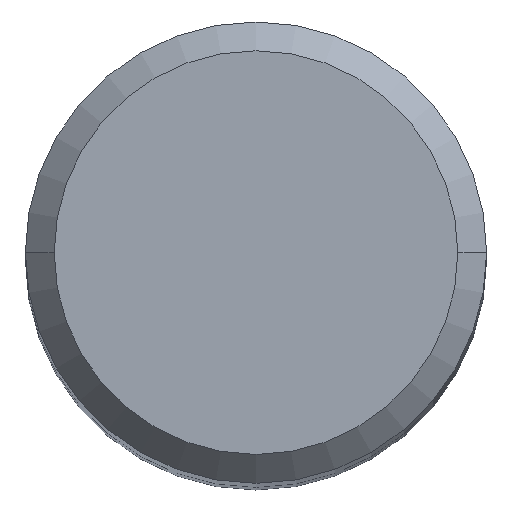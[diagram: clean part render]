
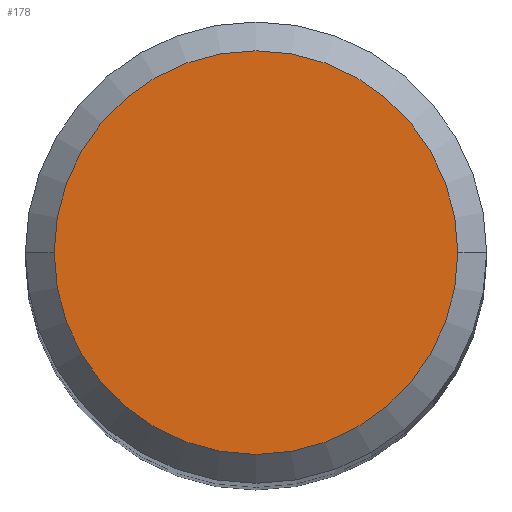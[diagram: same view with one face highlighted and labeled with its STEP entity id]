
A CAD part, top view. The second image highlights one B-rep face of the part: STEP entity #178.
In plain terms, the highlighted planar face has unit normal (0, 0, 1).
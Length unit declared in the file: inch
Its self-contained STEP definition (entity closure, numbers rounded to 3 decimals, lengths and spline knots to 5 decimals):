
#32 = DIRECTION ( 'NONE',  ( 0., 0., 1. ) ) ;
#62 = EDGE_CURVE ( 'NONE', #111, #351, #99, .T. ) ;
#68 = EDGE_LOOP ( 'NONE', ( #299, #71 ) ) ;
#71 = ORIENTED_EDGE ( 'NONE', *, *, #62, .T. ) ;
#97 = CARTESIAN_POINT ( 'NONE',  ( -0.21875, 0., 0. ) ) ;
#99 = CIRCLE ( 'NONE', #211, 0.21875 ) ;
#110 = AXIS2_PLACEMENT_3D ( 'NONE', #381, #313, #283 ) ;
#111 = VERTEX_POINT ( 'NONE', #371 ) ;
#117 = PLANE ( 'NONE',  #110 ) ;
#129 = CARTESIAN_POINT ( 'NONE',  ( 0., 0., 0. ) ) ;
#167 = DIRECTION ( 'NONE',  ( 0., 0., 1. ) ) ;
#170 = DIRECTION ( 'NONE',  ( 1., 0., 0. ) ) ;
#178 = ADVANCED_FACE ( 'NONE', ( #304 ), #117, .F. ) ;
#183 = AXIS2_PLACEMENT_3D ( 'NONE', #278, #167, #170 ) ;
#211 = AXIS2_PLACEMENT_3D ( 'NONE', #129, #32, #361 ) ;
#237 = EDGE_CURVE ( 'NONE', #351, #111, #325, .T. ) ;
#278 = CARTESIAN_POINT ( 'NONE',  ( 0., 0., 0. ) ) ;
#283 = DIRECTION ( 'NONE',  ( -1., 0., 0. ) ) ;
#299 = ORIENTED_EDGE ( 'NONE', *, *, #237, .T. ) ;
#304 = FACE_OUTER_BOUND ( 'NONE', #68, .T. ) ;
#313 = DIRECTION ( 'NONE',  ( 0., 0., -1. ) ) ;
#325 = CIRCLE ( 'NONE', #183, 0.21875 ) ;
#351 = VERTEX_POINT ( 'NONE', #97 ) ;
#361 = DIRECTION ( 'NONE',  ( 1., 0., 0. ) ) ;
#371 = CARTESIAN_POINT ( 'NONE',  ( 0.21875, 0., 0. ) ) ;
#381 = CARTESIAN_POINT ( 'NONE',  ( 0., 0., 0. ) ) ;
